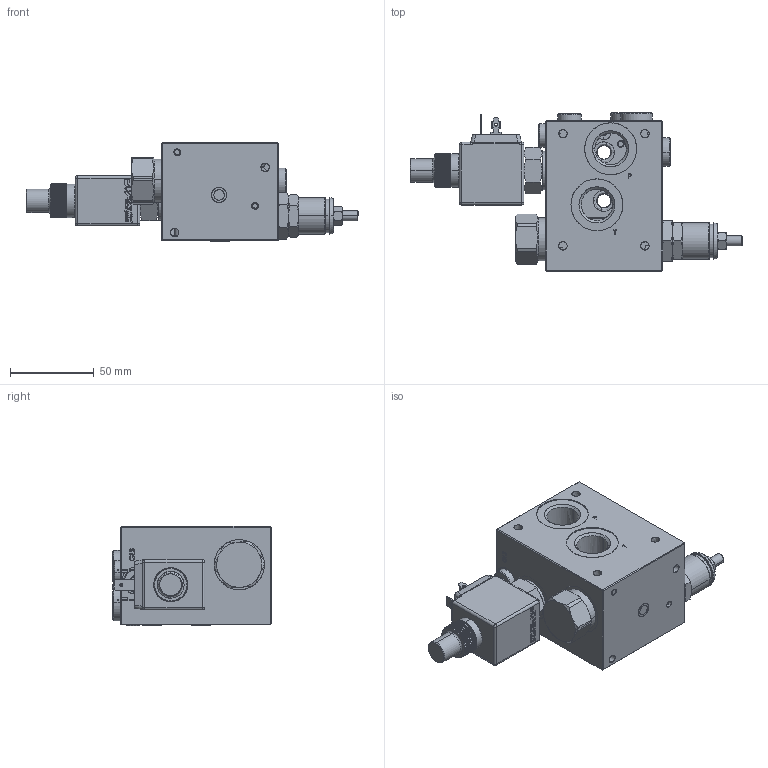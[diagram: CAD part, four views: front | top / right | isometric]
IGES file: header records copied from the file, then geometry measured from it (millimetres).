
Start section: SolidWorks IGES file using analytic representation for surfaces
Global section: file name: FEH30PQ33---PY2.igs; native system: SolidWorks 2014; preprocessor: SolidWorks 2014; author: serviziopdm; date: 161019.094833; units: millimetre
Bounding box: 198.4 x 94.5 x 59.48 mm (x, y, z)
Surface area: 57079.1 mm2 (no closed solid volume)
Topology: 0 solids, 0 shells, 804 faces, 11595 edges, 11586 vertices
Faces by surface type: bspline 483, revolution 321
